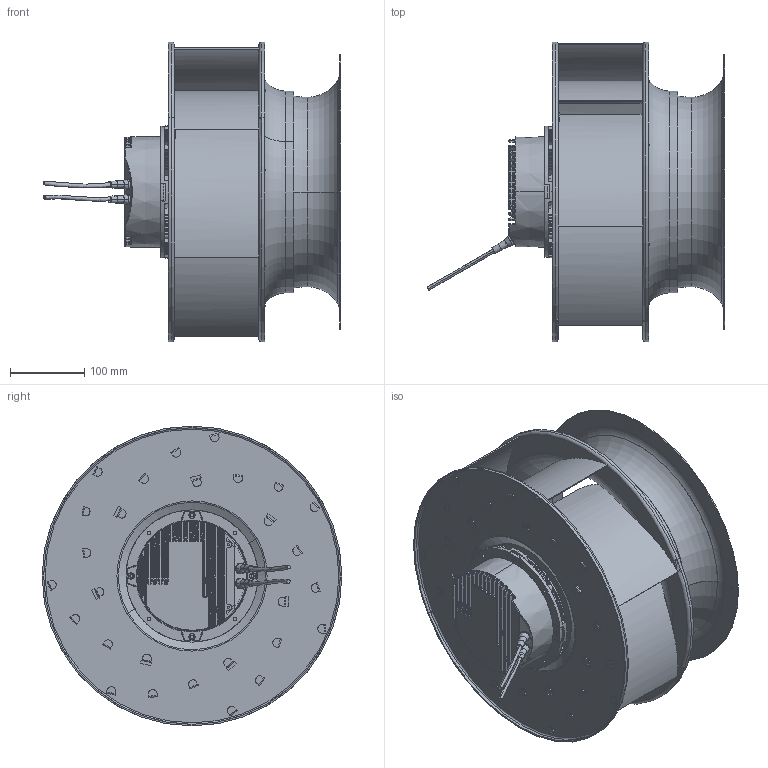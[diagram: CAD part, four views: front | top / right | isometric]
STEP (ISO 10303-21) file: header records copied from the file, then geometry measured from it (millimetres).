
FILE_DESCRIPTION((''),'2;1');
FILE_NAME('ASM0002_ASM','2017-11-06T',('CHESTER.YAN'),(''),'CREO PARAMETRIC BY PTC INC, 2015080','CREO PARAMETRIC BY PTC INC, 2015080','');
FILE_SCHEMA(('CONFIG_CONTROL_DESIGN'));
Length unit declared in the file: millimetre
Products named in the file (7): PRT0012_1_2_1_1_2; PRT0012_1_ASM_1_1_2_ASM; ASM0013_ASM_1_ASM_1_1_2_ASM; ASM0014_ASM_1_1_2_ASM; PRT0003; PRT0004; ASM0002_ASM
Assembly tree (6 placements, depth 5):
  ASM0002_ASM
    ASM0014_ASM_1_1_2_ASM
      ASM0013_ASM_1_ASM_1_1_2_ASM
        PRT0012_1_ASM_1_1_2_ASM
          PRT0012_1_2_1_1_2
    PRT0003
    PRT0004
Bounding box: 401.48 x 404 x 404 mm (x, y, z)
Volume: 1294476.5 mm3; surface area: 1296760.5 mm2
Topology: 4 solids, 16 shells, 3827 faces, 9851 edges, 5955 vertices
Faces by surface type: plane 1268, cylinder 1106, torus 644, bspline 489, cone 207, sphere 113
Entity records: 146816 total; most frequent: CARTESIAN_POINT 57612, ORIENTED_EDGE 19281, DIRECTION 18086, EDGE_CURVE 9743, AXIS2_PLACEMENT_3D 7340, VERTEX_POINT 5955, EDGE_LOOP 4062, CIRCLE 3983
